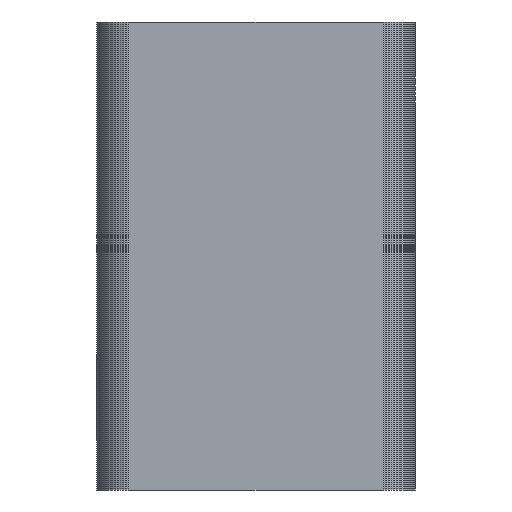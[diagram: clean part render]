
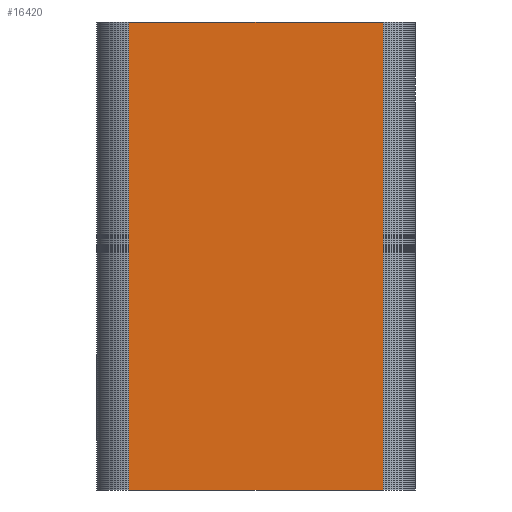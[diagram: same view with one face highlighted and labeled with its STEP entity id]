
A CAD part, front view. The second image highlights one B-rep face of the part: STEP entity #16420.
In plain terms, the highlighted planar face has unit normal (0, -1, 0).
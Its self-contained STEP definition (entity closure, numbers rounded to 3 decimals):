
#44 = PLANE('',#45);
#45 = AXIS2_PLACEMENT_3D('',#46,#47,#48);
#46 = CARTESIAN_POINT('',(0.,0.,41.2));
#47 = DIRECTION('',(0.,0.,1.));
#48 = DIRECTION('',(0.,1.,0.));
#100 = PLANE('',#101);
#101 = AXIS2_PLACEMENT_3D('',#102,#103,#104);
#102 = CARTESIAN_POINT('',(0.,0.,-1.5)
  );
#103 = DIRECTION('',(-0.,-0.,-1.));
#104 = DIRECTION('',(-1.,0.,0.));
#2142 = VERTEX_POINT('',#2143);
#2143 = CARTESIAN_POINT('',(-11.625,-23.549,
    41.2));
#2157 = PLANE('',#2158);
#2158 = AXIS2_PLACEMENT_3D('',#2159,#2160,#2161);
#2159 = CARTESIAN_POINT('',(-11.699,-23.545,
    19.85));
#2160 = DIRECTION('',(-0.05,-0.999,
    0.));
#2161 = DIRECTION('',(-0.999,0.05,
    0.));
#2169 = EDGE_CURVE('',#2170,#2142,#2172,.T.);
#2170 = VERTEX_POINT('',#2171);
#2171 = CARTESIAN_POINT('',(11.625,-23.549,
    41.2));
#2172 = SURFACE_CURVE('',#2173,(#2177,#2184),.PCURVE_S1.);
#2173 = LINE('',#2174,#2175);
#2174 = CARTESIAN_POINT('',(11.625,-23.549,
    41.2));
#2175 = VECTOR('',#2176,1.);
#2176 = DIRECTION('',(-1.,0.,0.));
#2177 = PCURVE('',#44,#2178);
#2178 = DEFINITIONAL_REPRESENTATION('',(#2179),#2183);
#2179 = LINE('',#2180,#2181);
#2180 = CARTESIAN_POINT('',(-23.549,-11.625));
#2181 = VECTOR('',#2182,1.);
#2182 = DIRECTION('',(0.,1.));
#2183 = ( GEOMETRIC_REPRESENTATION_CONTEXT(2) 
PARAMETRIC_REPRESENTATION_CONTEXT() REPRESENTATION_CONTEXT('2D SPACE',''
  ) );
#2184 = PCURVE('',#2185,#2190);
#2185 = PLANE('',#2186);
#2186 = AXIS2_PLACEMENT_3D('',#2187,#2188,#2189);
#2187 = CARTESIAN_POINT('',(0.,-23.549,19.85));
#2188 = DIRECTION('',(-0.,-1.,-0.));
#2189 = DIRECTION('',(0.,0.,-1.));
#2190 = DEFINITIONAL_REPRESENTATION('',(#2191),#2195);
#2191 = LINE('',#2192,#2193);
#2192 = CARTESIAN_POINT('',(-21.35,11.625));
#2193 = VECTOR('',#2194,1.);
#2194 = DIRECTION('',(0.,-1.));
#2195 = ( GEOMETRIC_REPRESENTATION_CONTEXT(2) 
PARAMETRIC_REPRESENTATION_CONTEXT() REPRESENTATION_CONTEXT('2D SPACE',''
  ) );
#2213 = PLANE('',#2214);
#2214 = AXIS2_PLACEMENT_3D('',#2215,#2216,#2217);
#2215 = CARTESIAN_POINT('',(11.699,-23.545,
    19.85));
#2216 = DIRECTION('',(0.05,-0.999,
    0.));
#2217 = DIRECTION('',(-0.999,-0.05,
    0.));
#7844 = VERTEX_POINT('',#7845);
#7845 = CARTESIAN_POINT('',(11.625,-23.549,-1.5));
#7866 = EDGE_CURVE('',#7867,#7844,#7869,.T.);
#7867 = VERTEX_POINT('',#7868);
#7868 = CARTESIAN_POINT('',(-11.625,-23.549,-1.5));
#7869 = SURFACE_CURVE('',#7870,(#7874,#7881),.PCURVE_S1.);
#7870 = LINE('',#7871,#7872);
#7871 = CARTESIAN_POINT('',(-11.625,-23.549,-1.5));
#7872 = VECTOR('',#7873,1.);
#7873 = DIRECTION('',(1.,0.,0.));
#7874 = PCURVE('',#100,#7875);
#7875 = DEFINITIONAL_REPRESENTATION('',(#7876),#7880);
#7876 = LINE('',#7877,#7878);
#7877 = CARTESIAN_POINT('',(11.625,-23.549));
#7878 = VECTOR('',#7879,1.);
#7879 = DIRECTION('',(-1.,0.));
#7880 = ( GEOMETRIC_REPRESENTATION_CONTEXT(2) 
PARAMETRIC_REPRESENTATION_CONTEXT() REPRESENTATION_CONTEXT('2D SPACE',''
  ) );
#7881 = PCURVE('',#2185,#7882);
#7882 = DEFINITIONAL_REPRESENTATION('',(#7883),#7887);
#7883 = LINE('',#7884,#7885);
#7884 = CARTESIAN_POINT('',(21.35,-11.625));
#7885 = VECTOR('',#7886,1.);
#7886 = DIRECTION('',(0.,1.));
#7887 = ( GEOMETRIC_REPRESENTATION_CONTEXT(2) 
PARAMETRIC_REPRESENTATION_CONTEXT() REPRESENTATION_CONTEXT('2D SPACE',''
  ) );
#16372 = EDGE_CURVE('',#2142,#7867,#16373,.T.);
#16373 = SURFACE_CURVE('',#16374,(#16378,#16385),.PCURVE_S1.);
#16374 = LINE('',#16375,#16376);
#16375 = CARTESIAN_POINT('',(-11.625,-23.549,
    41.2));
#16376 = VECTOR('',#16377,1.);
#16377 = DIRECTION('',(0.,0.,-1.));
#16378 = PCURVE('',#2157,#16379);
#16379 = DEFINITIONAL_REPRESENTATION('',(#16380),#16384);
#16380 = LINE('',#16381,#16382);
#16381 = CARTESIAN_POINT('',(-0.075,-21.35));
#16382 = VECTOR('',#16383,1.);
#16383 = DIRECTION('',(0.,1.));
#16384 = ( GEOMETRIC_REPRESENTATION_CONTEXT(2) 
PARAMETRIC_REPRESENTATION_CONTEXT() REPRESENTATION_CONTEXT('2D SPACE',''
  ) );
#16385 = PCURVE('',#2185,#16386);
#16386 = DEFINITIONAL_REPRESENTATION('',(#16387),#16391);
#16387 = LINE('',#16388,#16389);
#16388 = CARTESIAN_POINT('',(-21.35,-11.625));
#16389 = VECTOR('',#16390,1.);
#16390 = DIRECTION('',(1.,0.));
#16391 = ( GEOMETRIC_REPRESENTATION_CONTEXT(2) 
PARAMETRIC_REPRESENTATION_CONTEXT() REPRESENTATION_CONTEXT('2D SPACE',''
  ) );
#16420 = ADVANCED_FACE('',(#16421),#2185,.T.);
#16421 = FACE_BOUND('',#16422,.T.);
#16422 = EDGE_LOOP('',(#16423,#16444,#16445,#16446));
#16423 = ORIENTED_EDGE('',*,*,#16424,.T.);
#16424 = EDGE_CURVE('',#7844,#2170,#16425,.T.);
#16425 = SURFACE_CURVE('',#16426,(#16430,#16437),.PCURVE_S1.);
#16426 = LINE('',#16427,#16428);
#16427 = CARTESIAN_POINT('',(11.625,-23.549,-1.5));
#16428 = VECTOR('',#16429,1.);
#16429 = DIRECTION('',(0.,0.,1.));
#16430 = PCURVE('',#2185,#16431);
#16431 = DEFINITIONAL_REPRESENTATION('',(#16432),#16436);
#16432 = LINE('',#16433,#16434);
#16433 = CARTESIAN_POINT('',(21.35,11.625));
#16434 = VECTOR('',#16435,1.);
#16435 = DIRECTION('',(-1.,0.));
#16436 = ( GEOMETRIC_REPRESENTATION_CONTEXT(2) 
PARAMETRIC_REPRESENTATION_CONTEXT() REPRESENTATION_CONTEXT('2D SPACE',''
  ) );
#16437 = PCURVE('',#2213,#16438);
#16438 = DEFINITIONAL_REPRESENTATION('',(#16439),#16443);
#16439 = LINE('',#16440,#16441);
#16440 = CARTESIAN_POINT('',(0.075,21.35));
#16441 = VECTOR('',#16442,1.);
#16442 = DIRECTION('',(0.,-1.));
#16443 = ( GEOMETRIC_REPRESENTATION_CONTEXT(2) 
PARAMETRIC_REPRESENTATION_CONTEXT() REPRESENTATION_CONTEXT('2D SPACE',''
  ) );
#16444 = ORIENTED_EDGE('',*,*,#2169,.T.);
#16445 = ORIENTED_EDGE('',*,*,#16372,.T.);
#16446 = ORIENTED_EDGE('',*,*,#7866,.T.);
